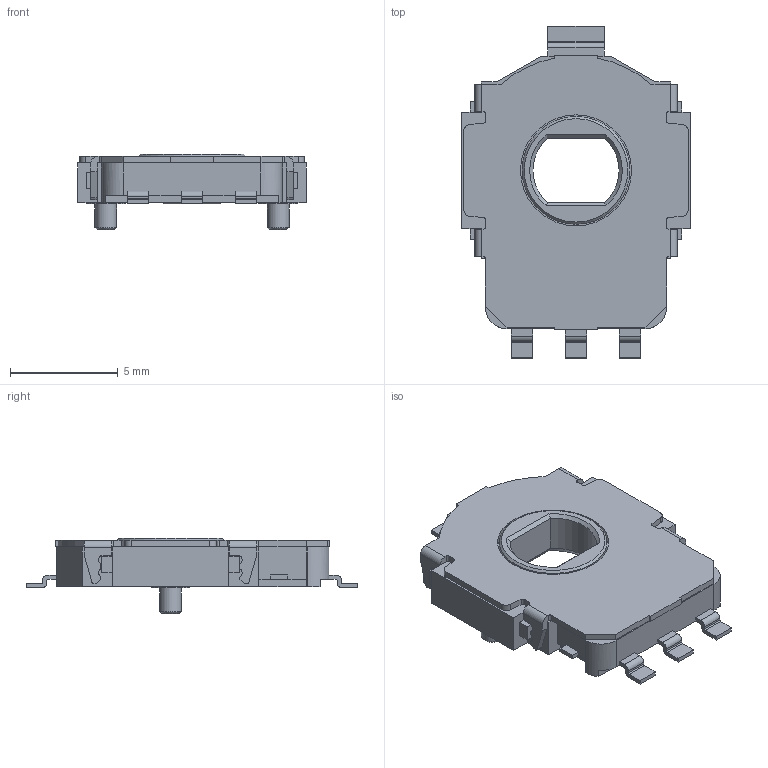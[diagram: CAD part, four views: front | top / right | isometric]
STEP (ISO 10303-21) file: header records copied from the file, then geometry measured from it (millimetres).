
FILE_DESCRIPTION(/* description */ (''),/* implementation_level */ '2;1');
FILE_NAME(/* name */ 'EVQVVD00203B.step',/* time_stamp */ '2023-08-22T09:41:13+01:00',/* author */ (''),/* organization */ (''),/* preprocessor_version */ 'ST-DEVELOPER v20',/* originating_system */ 'Autodesk Translation Framework v12.9.0.99',/* authorisation */ '');
FILE_SCHEMA (('AUTOMOTIVE_DESIGN { 1 0 10303 214 3 1 1 }'));
Length unit declared in the file: millimetre
Products named in the file (1): (Unsaved)
Bounding box: 10.6 x 15.4 x 3.5 mm (x, y, z)
Volume: 219.6 mm3; surface area: 414.9 mm2
Topology: 1 solids, 1 shells, 282 faces, 771 edges, 506 vertices
Faces by surface type: plane 201, cylinder 73, cone 8
Full cylindrical faces by diameter (mm): 0.8 x1, 1 x4, 1.6 x4, 1.8 x2, 4.75 x1, 4.78 x1, 5 x1, 5.15 x1
Entity records: 8906 total; most frequent: CARTESIAN_POINT 1578, ORIENTED_EDGE 1542, DIRECTION 1491, EDGE_CURVE 771, LINE 605, VECTOR 605, VERTEX_POINT 506, AXIS2_PLACEMENT_3D 443
